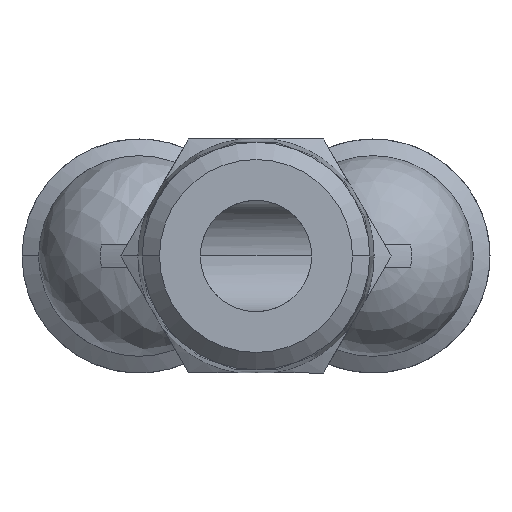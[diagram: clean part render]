
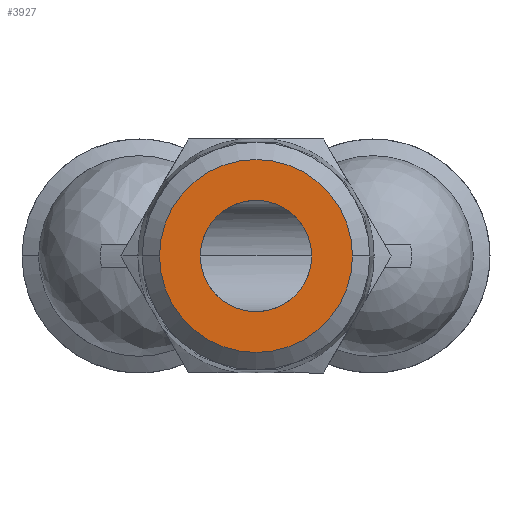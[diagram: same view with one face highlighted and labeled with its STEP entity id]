
A CAD part, front view. The second image highlights one B-rep face of the part: STEP entity #3927.
In plain terms, the highlighted planar face has unit normal (0, -1, 0).
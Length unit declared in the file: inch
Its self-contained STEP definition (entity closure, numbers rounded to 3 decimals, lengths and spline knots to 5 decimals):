
#110 = CARTESIAN_POINT ( 'NONE',  ( -0.19685, -0.7874, 0. ) ) ;
#149 = VERTEX_POINT ( 'NONE', #1151 ) ;
#160 = AXIS2_PLACEMENT_3D ( 'NONE', #3474, #3368, #3362 ) ;
#270 = CARTESIAN_POINT ( 'NONE',  ( 0., -0.7874, 0. ) ) ;
#579 = EDGE_LOOP ( 'NONE', ( #1232, #4006 ) ) ;
#644 = FACE_BOUND ( 'NONE', #579, .T. ) ;
#659 = CIRCLE ( 'NONE', #5470, 0.19685 ) ;
#724 = DIRECTION ( 'NONE',  ( -1., 0., 0. ) ) ;
#1071 = EDGE_CURVE ( 'NONE', #149, #5284, #4299, .T. ) ;
#1151 = CARTESIAN_POINT ( 'NONE',  ( -0.34104, -0.7874, 0. ) ) ;
#1194 = VERTEX_POINT ( 'NONE', #110 ) ;
#1232 = ORIENTED_EDGE ( 'NONE', *, *, #3214, .T. ) ;
#1366 = DIRECTION ( 'NONE',  ( 0., 1., 0. ) ) ;
#1480 = AXIS2_PLACEMENT_3D ( 'NONE', #270, #3424, #724 ) ;
#1771 = ORIENTED_EDGE ( 'NONE', *, *, #2776, .T. ) ;
#1812 = DIRECTION ( 'NONE',  ( 0., -1., 0. ) ) ;
#1895 = EDGE_CURVE ( 'NONE', #5087, #1194, #659, .T. ) ;
#2205 = AXIS2_PLACEMENT_3D ( 'NONE', #4551, #1812, #5001 ) ;
#2347 = PLANE ( 'NONE',  #2844 ) ;
#2367 = CARTESIAN_POINT ( 'NONE',  ( -0.17052, -0.7874, 0. ) ) ;
#2776 = EDGE_CURVE ( 'NONE', #5284, #149, #3703, .T. ) ;
#2817 = DIRECTION ( 'NONE',  ( 1., 0., 0. ) ) ;
#2844 = AXIS2_PLACEMENT_3D ( 'NONE', #2367, #5537, #2817 ) ;
#3214 = EDGE_CURVE ( 'NONE', #1194, #5087, #5772, .T. ) ;
#3362 = DIRECTION ( 'NONE',  ( -1., 0., 0. ) ) ;
#3368 = DIRECTION ( 'NONE',  ( 0., -1., 0. ) ) ;
#3424 = DIRECTION ( 'NONE',  ( 0., 1., 0. ) ) ;
#3474 = CARTESIAN_POINT ( 'NONE',  ( 0., -0.7874, 0. ) ) ;
#3544 = EDGE_LOOP ( 'NONE', ( #5041, #1771 ) ) ;
#3703 = CIRCLE ( 'NONE', #2205, 0.34104 ) ;
#3927 = ADVANCED_FACE ( 'NONE', ( #644, #4275 ), #2347, .T. ) ;
#4006 = ORIENTED_EDGE ( 'NONE', *, *, #1895, .T. ) ;
#4104 = CARTESIAN_POINT ( 'NONE',  ( 0., -0.7874, 0. ) ) ;
#4275 = FACE_OUTER_BOUND ( 'NONE', #3544, .T. ) ;
#4299 = CIRCLE ( 'NONE', #160, 0.34104 ) ;
#4383 = CARTESIAN_POINT ( 'NONE',  ( 0.19685, -0.7874, 0. ) ) ;
#4551 = CARTESIAN_POINT ( 'NONE',  ( 0., -0.7874, 0. ) ) ;
#4580 = DIRECTION ( 'NONE',  ( -1., 0., 0. ) ) ;
#5001 = DIRECTION ( 'NONE',  ( -1., 0., 0. ) ) ;
#5041 = ORIENTED_EDGE ( 'NONE', *, *, #1071, .T. ) ;
#5087 = VERTEX_POINT ( 'NONE', #4383 ) ;
#5284 = VERTEX_POINT ( 'NONE', #5814 ) ;
#5470 = AXIS2_PLACEMENT_3D ( 'NONE', #4104, #1366, #4580 ) ;
#5537 = DIRECTION ( 'NONE',  ( 0., -1., 0. ) ) ;
#5772 = CIRCLE ( 'NONE', #1480, 0.19685 ) ;
#5814 = CARTESIAN_POINT ( 'NONE',  ( 0.34104, -0.7874, 0. ) ) ;
